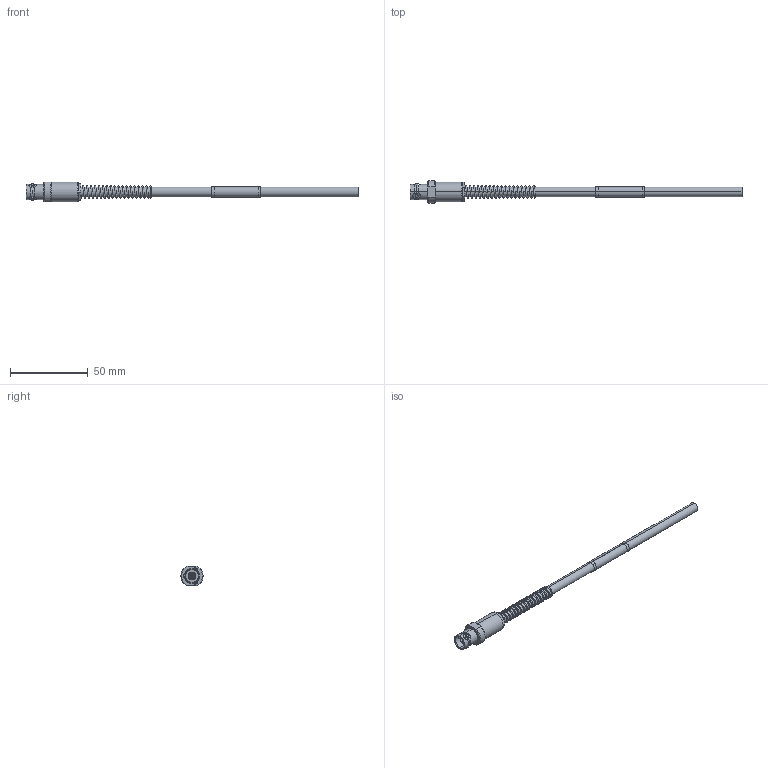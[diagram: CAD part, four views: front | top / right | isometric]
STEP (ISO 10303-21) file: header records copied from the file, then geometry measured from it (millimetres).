
FILE_DESCRIPTION (( 'STEP AP214' ), '1' );
FILE_NAME ('FM3MSA00594_3D.step', '2023-08-21T22:24:45', ( '' ), ( '' ), 'SwSTEP 2.0', 'SolidWorks 2022', '' );
FILE_SCHEMA (( 'AUTOMOTIVE_DESIGN' ));
Length unit declared in the file: inch
Products named in the file (7): Copy of 10-06575-XXX-MA3^Copy of 10-06575-XXX(S)_FM3MSA00594; Copy of 10-06575-XXX-MA2(S)^Copy of 10-06575-XXX(S)_FM3MSA00594_LARGE S.R.; Copy of 1AW01-003^FM3MSA00594_.25" x .75" long; FM3MSA00594_3D; Copy of 10-06575-XXX-MA1^Copy of 10-06575-XXX(S)_FM3MSA00594; Copy of 10-06575-XXX(S)^FM3MSA00594_LARGE S.R.; Copy of TWCH-78-2^FM3MSA00594_7"
Assembly tree (6 placements, depth 3):
  FM3MSA00594_3D
    Copy of TWCH-78-2^FM3MSA00594_7"
    Copy of 10-06575-XXX(S)^FM3MSA00594_LARGE S.R.
      Copy of 10-06575-XXX-MA1^Copy of 10-06575-XXX(S)_FM3MSA00594
      Copy of 10-06575-XXX-MA2(S)^Copy of 10-06575-XXX(S)_FM3MSA00594_LARGE S.R.
      Copy of 10-06575-XXX-MA3^Copy of 10-06575-XXX(S)_FM3MSA00594
    Copy of 1AW01-003^FM3MSA00594_.25" x .75" long
Bounding box: 212.98 x 14.45 x 12.7 mm (x, y, z)
Volume: 8724.4 mm3; surface area: 9130.8 mm2
Topology: 5 solids, 6 shells, 156 faces, 357 edges, 226 vertices
Faces by surface type: cylinder 53, plane 47, cone 42, torus 10, bspline 4
Entity records: 16406 total; most frequent: CARTESIAN_POINT 12423, DIRECTION 754, ORIENTED_EDGE 710, EDGE_CURVE 355, AXIS2_PLACEMENT_3D 321, VERTEX_POINT 226, EDGE_LOOP 175, CIRCLE 159
